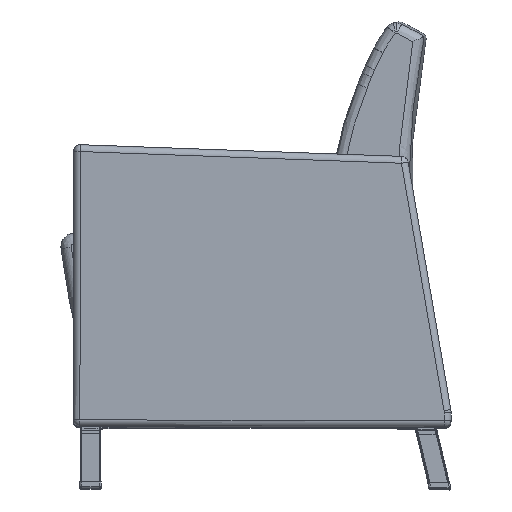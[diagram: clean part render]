
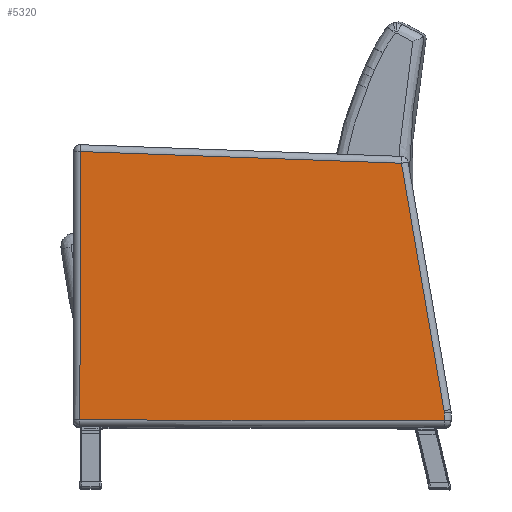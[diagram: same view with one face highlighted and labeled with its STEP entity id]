
A CAD part, top view. The second image highlights one B-rep face of the part: STEP entity #5320.
In plain terms, the highlighted face is planar.
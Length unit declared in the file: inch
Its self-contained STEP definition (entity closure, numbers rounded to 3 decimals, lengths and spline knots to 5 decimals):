
#197=PLANE('',#5921);
#425=LINE('',#11735,#785);
#428=LINE('',#11742,#788);
#434=LINE('',#11792,#794);
#435=LINE('',#11825,#795);
#440=LINE('',#11844,#800);
#785=VECTOR('',#6656,0.3937);
#788=VECTOR('',#6663,0.3937);
#794=VECTOR('',#6685,0.3937);
#795=VECTOR('',#6694,0.3937);
#800=VECTOR('',#6719,0.3937);
#1339=FACE_OUTER_BOUND('',#1679,.T.);
#1679=EDGE_LOOP('',(#4288,#4289,#4290,#4291,#4292,#4293));
#1963=CIRCLE('',#5899,2.76057);
#2440=VERTEX_POINT('',#11693);
#2446=VERTEX_POINT('',#11710);
#2453=VERTEX_POINT('',#11738);
#2463=VERTEX_POINT('',#11789);
#2464=VERTEX_POINT('',#11791);
#2466=VERTEX_POINT('',#11810);
#3076=EDGE_CURVE('',#2440,#2446,#425,.T.);
#3080=EDGE_CURVE('',#2446,#2453,#428,.T.);
#3092=EDGE_CURVE('',#2463,#2464,#434,.T.);
#3095=EDGE_CURVE('',#2464,#2466,#1963,.T.);
#3097=EDGE_CURVE('',#2466,#2440,#435,.T.);
#3108=EDGE_CURVE('',#2453,#2463,#440,.T.);
#4288=ORIENTED_EDGE('',*,*,#3092,.F.);
#4289=ORIENTED_EDGE('',*,*,#3108,.F.);
#4290=ORIENTED_EDGE('',*,*,#3080,.F.);
#4291=ORIENTED_EDGE('',*,*,#3076,.F.);
#4292=ORIENTED_EDGE('',*,*,#3097,.F.);
#4293=ORIENTED_EDGE('',*,*,#3095,.F.);
#5320=ADVANCED_FACE('',(#1339),#197,.F.);
#5899=AXIS2_PLACEMENT_3D('',#11811,#6690,#6691);
#5921=AXIS2_PLACEMENT_3D('',#11859,#6744,#6745);
#6656=DIRECTION('',(1.,0.,0.));
#6663=DIRECTION('',(0.,1.,0.));
#6685=DIRECTION('',(-0.171,-0.985,0.));
#6690=DIRECTION('center_axis',(0.,0.,1.));
#6691=DIRECTION('ref_axis',(-0.998,0.067,0.));
#6694=DIRECTION('',(0.,-1.,0.));
#6719=DIRECTION('',(-0.999,-0.034,0.));
#6744=DIRECTION('center_axis',(0.,0.,1.));
#6745=DIRECTION('ref_axis',(1.,0.,0.));
#11693=CARTESIAN_POINT('',(-12.80724,-9.46034,-1.5));
#11710=CARTESIAN_POINT('',(13.64695,-9.46034,-1.5));
#11735=CARTESIAN_POINT('',(-6.44369,-9.46034,-1.5));
#11738=CARTESIAN_POINT('',(13.64695,10.02647,-1.5));
#11742=CARTESIAN_POINT('',(13.64695,-4.83864,-1.5));
#11789=CARTESIAN_POINT('',(-9.67074,9.22367,-1.5));
#11791=CARTESIAN_POINT('',(-12.79597,-8.73029,-1.5));
#11792=CARTESIAN_POINT('',(-10.27762,5.73723,-1.5));
#11810=CARTESIAN_POINT('',(-12.80724,-8.90205,-1.5));
#11811=CARTESIAN_POINT('Origin',(-10.04831,-8.99696,-1.5));
#11825=CARTESIAN_POINT('',(-12.80724,-4.30537,-1.5));
#11844=CARTESIAN_POINT('',(6.8737,9.79327,-1.5));
#11859=CARTESIAN_POINT('Origin',(0.41985,0.28306,-1.5));
